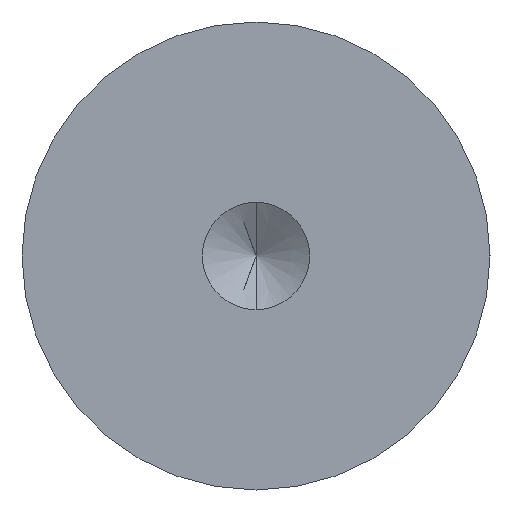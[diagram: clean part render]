
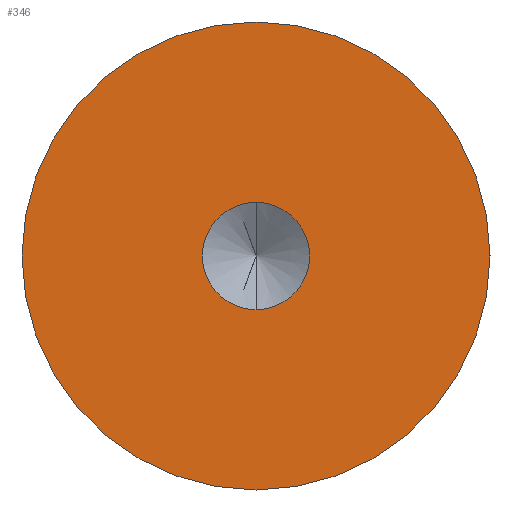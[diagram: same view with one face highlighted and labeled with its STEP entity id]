
A CAD part, left-side view. The second image highlights one B-rep face of the part: STEP entity #346.
In plain terms, the highlighted planar face has unit normal (-1, 0, 0).
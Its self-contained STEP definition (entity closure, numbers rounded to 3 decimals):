
#346=ADVANCED_FACE('',(#975,#976),#977,.T.);
#394=EDGE_CURVE('',#448,#700,#1030,.T.);
#434=VERTEX_POINT('',#1076);
#448=VERTEX_POINT('',#1091);
#556=EDGE_CURVE('',#630,#434,#1215,.T.);
#630=VERTEX_POINT('',#1298);
#700=VERTEX_POINT('',#1377);
#768=EDGE_CURVE('',#700,#448,#1450,.T.);
#898=EDGE_CURVE('',#434,#630,#1598,.T.);
#975=FACE_OUTER_BOUND('',#1674,.T.);
#976=FACE_BOUND('',#1675,.T.);
#977=PLANE('',#1676);
#1030=CIRCLE('',#1752,5.0);
#1076=CARTESIAN_POINT('',(0.0,0.0,1.147));
#1091=CARTESIAN_POINT('',(0.0,0.0,5.0));
#1215=CIRCLE('',#1991,1.147);
#1298=CARTESIAN_POINT('',(0.0,0.,-1.147));
#1377=CARTESIAN_POINT('',(0.0,0.,-5.0));
#1450=CIRCLE('',#2303,5.0);
#1598=CIRCLE('',#2498,1.147);
#1674=EDGE_LOOP('',(#2582,#2583));
#1675=EDGE_LOOP('',(#2584,#2585));
#1676=AXIS2_PLACEMENT_3D('',#2586,#2587,#2588);
#1752=AXIS2_PLACEMENT_3D('',#2655,#2656,#2657);
#1991=AXIS2_PLACEMENT_3D('',#2910,#2911,#2912);
#2303=AXIS2_PLACEMENT_3D('',#3201,#3202,#3203);
#2498=AXIS2_PLACEMENT_3D('',#3400,#3401,#3402);
#2582=ORIENTED_EDGE('',*,*,#394,.F.);
#2583=ORIENTED_EDGE('',*,*,#768,.F.);
#2584=ORIENTED_EDGE('',*,*,#898,.T.);
#2585=ORIENTED_EDGE('',*,*,#556,.T.);
#2586=CARTESIAN_POINT('',(0.0,0.0,3.073));
#2587=DIRECTION('',(-1.0,0.0,0.0));
#2588=DIRECTION('',(0.0,0.0,1.0));
#2655=CARTESIAN_POINT('',(0.0,0.0,0.0));
#2656=DIRECTION('',(1.0,0.0,-0.0));
#2657=DIRECTION('',(0.0,0.0,1.0));
#2910=CARTESIAN_POINT('',(0.0,0.0,0.0));
#2911=DIRECTION('',(1.0,0.0,-0.0));
#2912=DIRECTION('',(0.0,0.0,1.0));
#3201=CARTESIAN_POINT('',(0.0,0.0,0.0));
#3202=DIRECTION('',(1.0,0.0,-0.0));
#3203=DIRECTION('',(0.0,0.0,1.0));
#3400=CARTESIAN_POINT('',(0.0,0.0,0.0));
#3401=DIRECTION('',(1.0,0.0,-0.0));
#3402=DIRECTION('',(0.0,0.0,1.0));
